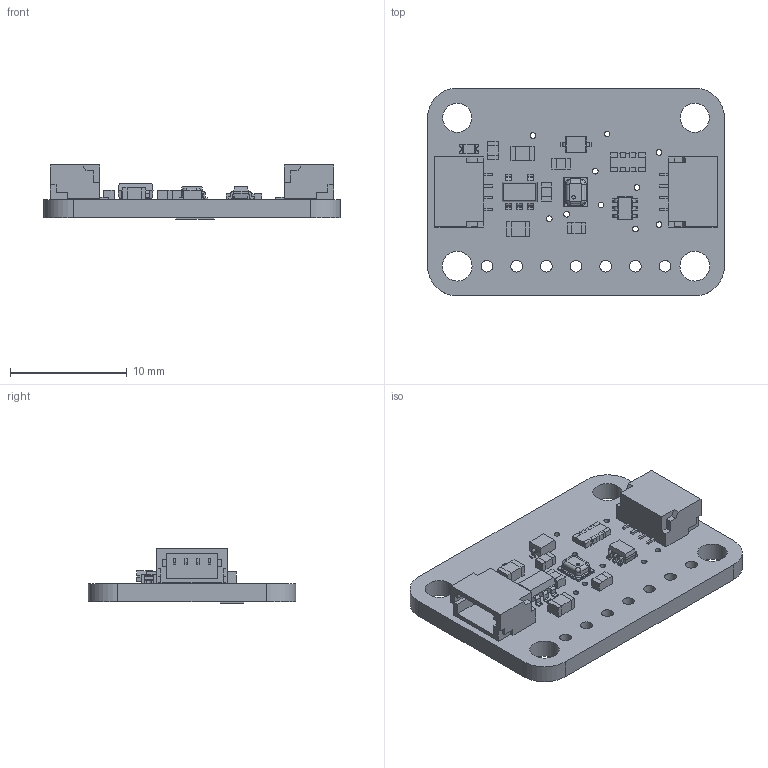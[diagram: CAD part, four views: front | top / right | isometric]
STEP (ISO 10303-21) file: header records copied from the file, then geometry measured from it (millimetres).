
FILE_DESCRIPTION(/* description */ (''),/* implementation_level */ '2;1');
FILE_NAME(/* name */ 'PCB Component.step',/* time_stamp */ '2025-10-01T13:56:10-04:00',/* author */ (''),/* organization */ (''),/* preprocessor_version */ 'ST-DEVELOPER v20.1',/* originating_system */ 'Autodesk Translation Framework v14.17.0.0',/* authorisation */ '');
FILE_SCHEMA (('AUTOMOTIVE_DESIGN { 1 0 10303 214 3 1 1 }'));
Length unit declared in the file: millimetre
Products named in the file (12): PCB Component; Board; 10uF; AP2127K-3.3; 10K; 10K Pack; BSS138; STEMMA_I2C_QT; GREEN; 1N4148; SOLDERJUMPER_ARROW_NOPASTE; SPA06-003
Assembly tree (16 placements, depth 2):
  PCB Component
    Board
    10uF  x2
    AP2127K-3.3
    10K  x4
    10K Pack
    BSS138
    STEMMA_I2C_QT  x2
    GREEN
    1N4148
    SOLDERJUMPER_ARROW_NOPASTE
    SPA06-003
Bounding box: 25.4 x 17.78 x 4.63 mm (x, y, z)
Volume: 770.6 mm3; surface area: 1583.4 mm2
Topology: 20 solids, 20 shells, 746 faces, 1964 edges, 1282 vertices
Faces by surface type: plane 618, cylinder 112, bspline 12, torus 4
Full cylindrical faces by diameter (mm): 0.2 x1, 0.3 x1, 0.483 x15, 1 x7, 2.5 x2, 2.54 x2
Entity records: 19434 total; most frequent: CARTESIAN_POINT 3361, ORIENTED_EDGE 3152, DIRECTION 3054, EDGE_CURVE 1576, LINE 1332, VECTOR 1332, VERTEX_POINT 1024, AXIS2_PLACEMENT_3D 861
